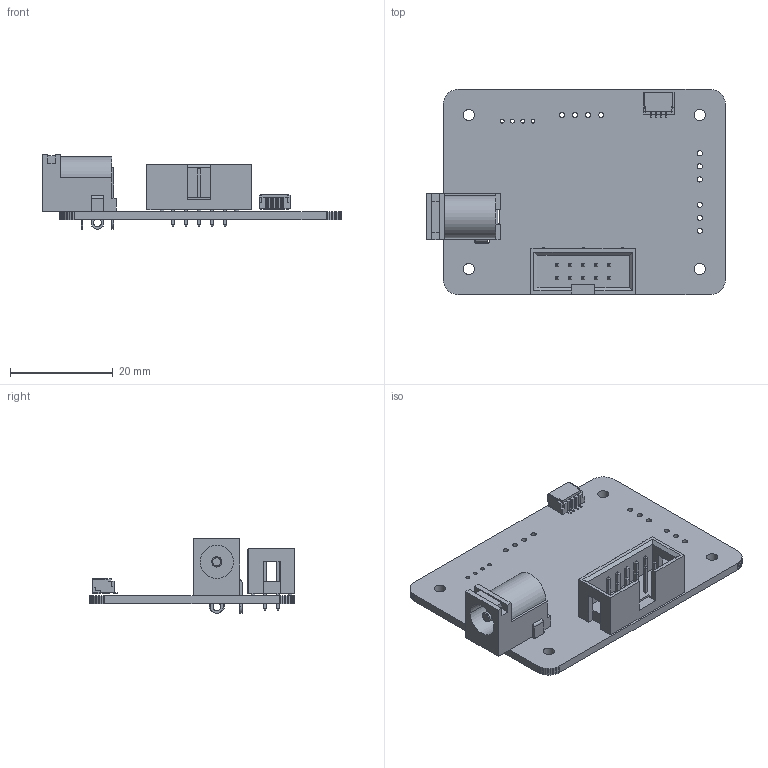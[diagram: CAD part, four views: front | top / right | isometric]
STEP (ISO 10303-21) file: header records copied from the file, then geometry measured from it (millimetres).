
FILE_DESCRIPTION(('KiCad electronic assembly'),'2;1');
FILE_NAME('WiringHarness.step','2023-10-23T13:39:02',('Pcbnew'),('Kicad' ),'Open CASCADE STEP processor 7.6','KiCad to STEP converter', 'Unknown');
FILE_SCHEMA(('AUTOMOTIVE_DESIGN { 1 0 10303 214 1 1 1 1 }'));
Length unit declared in the file: millimetre
Products named in the file (8): WiringHarness 1; 61201021621; COMPOUND; SM04B-SRSS-TB_LF__SN_; CUI_DEVICES_PJ-002A; SOLID; WiringHarness PCB
Assembly tree (7 placements, depth 3):
  WiringHarness 1
    61201021621
      COMPOUND
    SM04B-SRSS-TB_LF__SN_
      COMPOUND
    CUI_DEVICES_PJ-002A
      SOLID
    WiringHarness PCB
Bounding box: 58.24 x 40 x 14.5 mm (x, y, z)
Volume: 5232.6 mm3; surface area: 7449 mm2
Topology: 20 solids, 20 shells, 724 faces, 1894 edges, 1212 vertices
Faces by surface type: plane 623, cylinder 99, cone 2
Full cylindrical faces by diameter (mm): 0.75 x4, 1 x20, 2.2 x4
Entity records: 47668 total; most frequent: CARTESIAN_POINT 8550, DIRECTION 7195, LINE 5281, VECTOR 5281, ORIENTED_EDGE 3788, PCURVE 3788, DEFINITIONAL_REPRESENTATION 3788, EDGE_CURVE 1894
